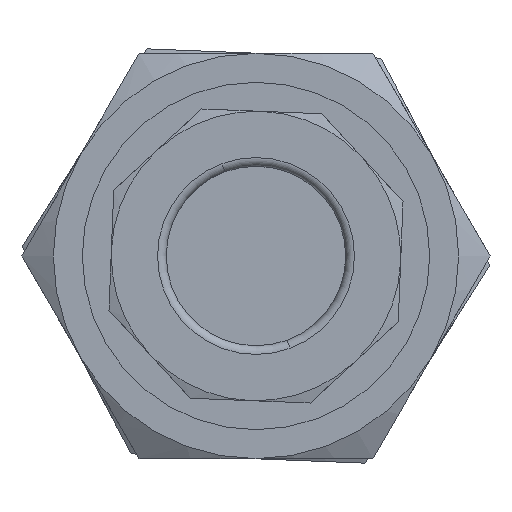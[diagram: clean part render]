
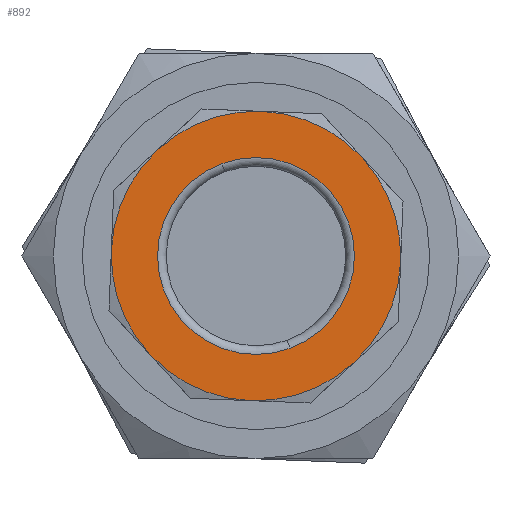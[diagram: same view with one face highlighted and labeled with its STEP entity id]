
A CAD part, front view. The second image highlights one B-rep face of the part: STEP entity #892.
In plain terms, the highlighted planar face has unit normal (0, -1, 0).
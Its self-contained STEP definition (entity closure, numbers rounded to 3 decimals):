
#35=FACE_BOUND('',#272,.F.);
#46=PLANE('',#1869);
#158=FACE_OUTER_BOUND('',#273,.F.);
#272=EDGE_LOOP('',(#434,#435));
#273=EDGE_LOOP('',(#436,#437,#438,#439,#440,#441,#442,#443));
#434=ORIENTED_EDGE('',*,*,#1358,.T.);
#435=ORIENTED_EDGE('',*,*,#1357,.T.);
#436=ORIENTED_EDGE('',*,*,#1458,.F.);
#437=ORIENTED_EDGE('',*,*,#1459,.F.);
#438=ORIENTED_EDGE('',*,*,#1460,.F.);
#439=ORIENTED_EDGE('',*,*,#1461,.F.);
#440=ORIENTED_EDGE('',*,*,#1462,.F.);
#441=ORIENTED_EDGE('',*,*,#1464,.F.);
#442=ORIENTED_EDGE('',*,*,#1363,.F.);
#443=ORIENTED_EDGE('',*,*,#1463,.F.);
#892=ADVANCED_FACE('',(#35,#158),#46,.T.);
#1263=CIRCLE('',#1808,3.4);
#1264=CIRCLE('',#1809,3.4);
#1267=CIRCLE('',#1812,5.);
#1300=CIRCLE('',#1845,5.);
#1301=CIRCLE('',#1846,5.);
#1302=CIRCLE('',#1847,5.);
#1303=CIRCLE('',#1848,5.);
#1304=CIRCLE('',#1849,5.);
#1305=CIRCLE('',#1850,5.);
#1306=CIRCLE('',#1851,5.);
#1357=EDGE_CURVE('',#1674,#1673,#1263,.T.);
#1358=EDGE_CURVE('',#1673,#1674,#1264,.T.);
#1363=EDGE_CURVE('',#1668,#1669,#1267,.T.);
#1458=EDGE_CURVE('',#1607,#1609,#1300,.T.);
#1459=EDGE_CURVE('',#1605,#1607,#1301,.T.);
#1460=EDGE_CURVE('',#1603,#1605,#1302,.T.);
#1461=EDGE_CURVE('',#1601,#1603,#1303,.T.);
#1462=EDGE_CURVE('',#1599,#1601,#1304,.T.);
#1463=EDGE_CURVE('',#1609,#1668,#1305,.T.);
#1464=EDGE_CURVE('',#1669,#1599,#1306,.T.);
#1599=VERTEX_POINT('',#2530);
#1601=VERTEX_POINT('',#2532);
#1603=VERTEX_POINT('',#2534);
#1605=VERTEX_POINT('',#2536);
#1607=VERTEX_POINT('',#2538);
#1609=VERTEX_POINT('',#2540);
#1668=VERTEX_POINT('',#2599);
#1669=VERTEX_POINT('',#2600);
#1673=VERTEX_POINT('',#2604);
#1674=VERTEX_POINT('',#2605);
#1808=AXIS2_PLACEMENT_3D('',#2618,#2034,#2035);
#1809=AXIS2_PLACEMENT_3D('',#2619,#2036,#2037);
#1812=AXIS2_PLACEMENT_3D('',#2632,#2042,#2043);
#1845=AXIS2_PLACEMENT_3D('',#2847,#2140,#2141);
#1846=AXIS2_PLACEMENT_3D('',#2848,#2142,#2143);
#1847=AXIS2_PLACEMENT_3D('',#2849,#2144,#2145);
#1848=AXIS2_PLACEMENT_3D('',#2850,#2146,#2147);
#1849=AXIS2_PLACEMENT_3D('',#2851,#2148,#2149);
#1850=AXIS2_PLACEMENT_3D('',#2852,#2150,#2151);
#1851=AXIS2_PLACEMENT_3D('',#2853,#2152,#2153);
#1869=AXIS2_PLACEMENT_3D('',#2889,#2206,#2207);
#2034=DIRECTION('',(0.,-1.,0.));
#2035=DIRECTION('',(-0.346,0.,0.938));
#2036=DIRECTION('',(0.,-1.,0.));
#2037=DIRECTION('',(0.346,0.,-0.938));
#2042=DIRECTION('',(0.,-1.,0.));
#2043=DIRECTION('',(-0.04,0.,-0.999));
#2140=DIRECTION('',(0.,-1.,0.));
#2141=DIRECTION('',(-0.999,0.,0.04));
#2142=DIRECTION('',(0.,-1.,0.));
#2143=DIRECTION('',(-0.679,0.,0.735));
#2144=DIRECTION('',(0.,-1.,0.));
#2145=DIRECTION('',(0.04,0.,0.999));
#2146=DIRECTION('',(0.,-1.,0.));
#2147=DIRECTION('',(0.735,0.,0.679));
#2148=DIRECTION('',(0.,-1.,0.));
#2149=DIRECTION('',(0.999,0.,-0.04));
#2150=DIRECTION('',(0.,-1.,0.));
#2151=DIRECTION('',(-0.735,0.,-0.679));
#2152=DIRECTION('',(0.,-1.,0.));
#2153=DIRECTION('',(0.679,0.,-0.735));
#2206=DIRECTION('',(0.,-1.,0.));
#2207=DIRECTION('',(-0.346,0.,0.938));
#2530=CARTESIAN_POINT('',(4.996,-44.75,-0.198));
#2532=CARTESIAN_POINT('',(3.673,-44.75,3.393));
#2534=CARTESIAN_POINT('',(0.198,-44.75,4.996));
#2536=CARTESIAN_POINT('',(-3.393,-44.75,3.673));
#2538=CARTESIAN_POINT('',(-4.996,-44.75,0.198));
#2540=CARTESIAN_POINT('',(-3.673,-44.75,-3.393));
#2599=CARTESIAN_POINT('',(-0.198,-44.75,-4.996));
#2600=CARTESIAN_POINT('',(3.393,-44.75,-3.673));
#2604=CARTESIAN_POINT('',(1.176,-44.75,-3.19));
#2605=CARTESIAN_POINT('',(-1.176,-44.75,3.19));
#2618=CARTESIAN_POINT('',(0.,-44.75,0.));
#2619=CARTESIAN_POINT('',(0.,-44.75,0.));
#2632=CARTESIAN_POINT('',(0.,-44.75,0.));
#2847=CARTESIAN_POINT('',(0.,-44.75,0.));
#2848=CARTESIAN_POINT('',(0.,-44.75,0.));
#2849=CARTESIAN_POINT('',(0.,-44.75,0.));
#2850=CARTESIAN_POINT('',(0.,-44.75,0.));
#2851=CARTESIAN_POINT('',(0.,-44.75,0.));
#2852=CARTESIAN_POINT('',(0.,-44.75,0.));
#2853=CARTESIAN_POINT('',(0.,-44.75,0.));
#2889=CARTESIAN_POINT('',(7.002,-44.75,-3.231));
